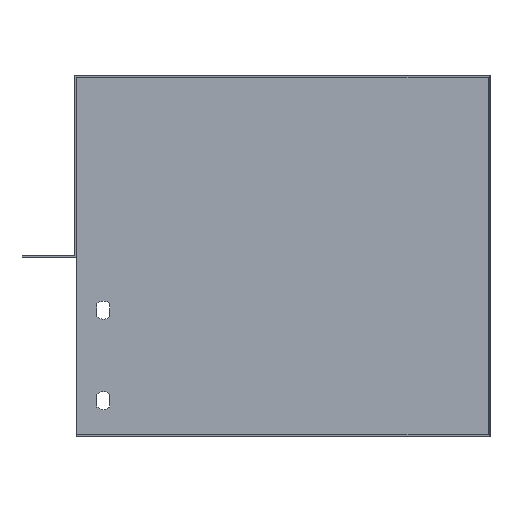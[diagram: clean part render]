
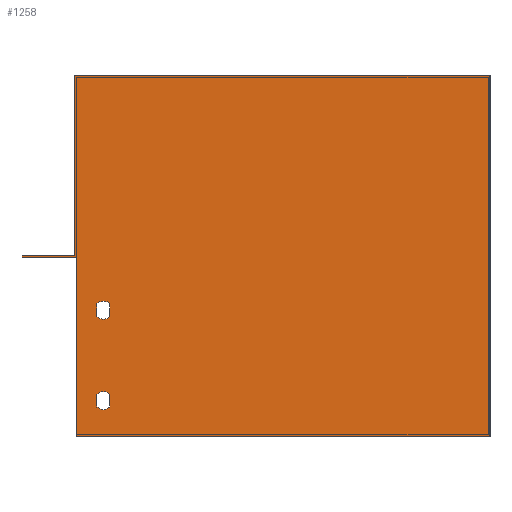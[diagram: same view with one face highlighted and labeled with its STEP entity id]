
A CAD part, left-side view. The second image highlights one B-rep face of the part: STEP entity #1258.
In plain terms, the highlighted planar face has unit normal (-1, 0, 0).
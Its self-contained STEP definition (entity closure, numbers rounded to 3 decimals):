
#156 = AXIS2_PLACEMENT_3D ( 'NONE', #1045, #1044, #1043 ) ;
#164 = AXIS2_PLACEMENT_3D ( 'NONE', #1040, #1039, #1038 ) ;
#188 = PLANE ( 'NONE',  #2000 ) ;
#200 = CARTESIAN_POINT ( 'NONE',  ( 0., 217.5, -125.429 ) ) ;
#202 = CARTESIAN_POINT ( 'NONE',  ( 0., 229., 1. ) ) ;
#216 = DIRECTION ( 'NONE',  ( 1., 0., 0. ) ) ;
#219 = CARTESIAN_POINT ( 'NONE',  ( 0., 210.5, -175.429 ) ) ;
#242 = DIRECTION ( 'NONE',  ( 0., -1., 0. ) ) ;
#248 = CARTESIAN_POINT ( 'NONE',  ( 0., 229., -199. ) ) ;
#255 = DIRECTION ( 'NONE',  ( 0., 0., -1. ) ) ;
#259 = DIRECTION ( 'NONE',  ( 1., 0., 0. ) ) ;
#260 = CARTESIAN_POINT ( 'NONE',  ( 0., 214., -129. ) ) ;
#278 = DIRECTION ( 'NONE',  ( 0., 0., 1. ) ) ;
#290 = DIRECTION ( 'NONE',  ( 0., 0., -1. ) ) ;
#293 = DIRECTION ( 'NONE',  ( 1., 0., 0. ) ) ;
#294 = CARTESIAN_POINT ( 'NONE',  ( 0., 214., -129. ) ) ;
#297 = DIRECTION ( 'NONE',  ( 0., 1., 0. ) ) ;
#301 = CARTESIAN_POINT ( 'NONE',  ( 0., 229., -100. ) ) ;
#303 = DIRECTION ( 'NONE',  ( 0., 1., 0. ) ) ;
#461 = LINE ( 'NONE', #1056, #466 ) ;
#466 = VECTOR ( 'NONE', #1057, 1000. ) ;
#469 = LINE ( 'NONE', #1055, #475 ) ;
#471 = LINE ( 'NONE', #1060, #473 ) ;
#472 = LINE ( 'NONE', #1061, #477 ) ;
#473 = VECTOR ( 'NONE', #1054, 1000. ) ;
#474 = LINE ( 'NONE', #1053, #479 ) ;
#475 = VECTOR ( 'NONE', #1052, 1000. ) ;
#476 = LINE ( 'NONE', #1051, #481 ) ;
#477 = VECTOR ( 'NONE', #1050, 1000. ) ;
#478 = CIRCLE ( 'NONE', #156, 5. ) ;
#479 = VECTOR ( 'NONE', #1049, 1000. ) ;
#481 = VECTOR ( 'NONE', #1047, 1000. ) ;
#482 = LINE ( 'NONE', #1046, #484 ) ;
#483 = CIRCLE ( 'NONE', #164, 5. ) ;
#484 = VECTOR ( 'NONE', #1048, 1000. ) ;
#706 = CARTESIAN_POINT ( 'NONE',  ( 0., 230., -99. ) ) ;
#737 = CARTESIAN_POINT ( 'NONE',  ( 0., 210.5, -132.571 ) ) ;
#747 = CARTESIAN_POINT ( 'NONE',  ( 0., 217.5, -132.571 ) ) ;
#754 = CARTESIAN_POINT ( 'NONE',  ( 0., 0., -199. ) ) ;
#787 = DIRECTION ( 'NONE',  ( 0., 0., -1. ) ) ;
#791 = CARTESIAN_POINT ( 'NONE',  ( 0., 229., 1. ) ) ;
#808 = EDGE_CURVE ( 'NONE', #1582, #1544, #461, .T. ) ;
#809 = EDGE_CURVE ( 'NONE', #1598, #1582, #471, .T. ) ;
#810 = EDGE_CURVE ( 'NONE', #1541, #1598, #469, .T. ) ;
#812 = EDGE_CURVE ( 'NONE', #1541, #1594, #472, .T. ) ;
#813 = EDGE_CURVE ( 'NONE', #1581, #1594, #474, .T. ) ;
#814 = EDGE_CURVE ( 'NONE', #1514, #1606, #476, .T. ) ;
#815 = EDGE_CURVE ( 'NONE', #1606, #1799, #478, .T. ) ;
#816 = EDGE_CURVE ( 'NONE', #1799, #1800, #482, .T. ) ;
#817 = EDGE_CURVE ( 'NONE', #1800, #1514, #483, .T. ) ;
#958 = EDGE_CURVE ( 'NONE', #1599, #1580, #1351, .T. ) ;
#974 = EDGE_CURVE ( 'NONE', #1798, #1553, #1380, .T. ) ;
#975 = EDGE_CURVE ( 'NONE', #1553, #1562, #1361, .T. ) ;
#976 = EDGE_CURVE ( 'NONE', #1562, #1527, #1384, .T. ) ;
#977 = EDGE_CURVE ( 'NONE', #1527, #1798, #1385, .T. ) ;
#978 = EDGE_CURVE ( 'NONE', #1599, #1581, #1387, .T. ) ;
#979 = EDGE_CURVE ( 'NONE', #1580, #1544, #1388, .T. ) ;
#1038 = DIRECTION ( 'NONE',  ( 0., 0., -1. ) ) ;
#1039 = DIRECTION ( 'NONE',  ( 1., 0., 0. ) ) ;
#1040 = CARTESIAN_POINT ( 'NONE',  ( 0., 214., -179. ) ) ;
#1043 = DIRECTION ( 'NONE',  ( 0., 0., -1. ) ) ;
#1044 = DIRECTION ( 'NONE',  ( 1., 0., 0. ) ) ;
#1045 = CARTESIAN_POINT ( 'NONE',  ( 0., 214., -179. ) ) ;
#1046 = CARTESIAN_POINT ( 'NONE',  ( 0., 217.5, -175.429 ) ) ;
#1047 = DIRECTION ( 'NONE',  ( 0., 0., -1. ) ) ;
#1048 = DIRECTION ( 'NONE',  ( 0., 0., 1. ) ) ;
#1049 = DIRECTION ( 'NONE',  ( 0., 0., 1. ) ) ;
#1050 = DIRECTION ( 'NONE',  ( 0., 1., 0. ) ) ;
#1051 = CARTESIAN_POINT ( 'NONE',  ( 0., 210.5, -175.429 ) ) ;
#1052 = DIRECTION ( 'NONE',  ( 0., 0., 1. ) ) ;
#1053 = CARTESIAN_POINT ( 'NONE',  ( 0., 259., -100. ) ) ;
#1054 = DIRECTION ( 'NONE',  ( 0., -1., 0. ) ) ;
#1055 = CARTESIAN_POINT ( 'NONE',  ( 0., 230., 1. ) ) ;
#1056 = CARTESIAN_POINT ( 'NONE',  ( 0., 0., 1. ) ) ;
#1057 = DIRECTION ( 'NONE',  ( 0., 0., -1. ) ) ;
#1060 = CARTESIAN_POINT ( 'NONE',  ( 0., 229., 1. ) ) ;
#1061 = CARTESIAN_POINT ( 'NONE',  ( 0., 229., -99. ) ) ;
#1175 = CARTESIAN_POINT ( 'NONE',  ( 0., 210.5, -125.429 ) ) ;
#1180 = CARTESIAN_POINT ( 'NONE',  ( 0., 259., -99. ) ) ;
#1189 = CARTESIAN_POINT ( 'NONE',  ( 0., 230., 1. ) ) ;
#1196 = CARTESIAN_POINT ( 'NONE',  ( 0., 210.5, -182.571 ) ) ;
#1200 = CARTESIAN_POINT ( 'NONE',  ( 0., 229., -100. ) ) ;
#1210 = CARTESIAN_POINT ( 'NONE',  ( 0., 0., 1. ) ) ;
#1218 = CARTESIAN_POINT ( 'NONE',  ( 0., 229., -199. ) ) ;
#1219 = CARTESIAN_POINT ( 'NONE',  ( 0., 259., -100. ) ) ;
#1220 = CARTESIAN_POINT ( 'NONE',  ( 0., 210.5, -125.429 ) ) ;
#1221 = CARTESIAN_POINT ( 'NONE',  ( 0., 217.5, -175.429 ) ) ;
#1222 = CARTESIAN_POINT ( 'NONE',  ( 0., 217.5, -182.571 ) ) ;
#1258 = ADVANCED_FACE ( 'NONE', ( #1394, #1398, #1393 ), #188, .F. ) ;
#1281 = DIRECTION ( 'NONE',  ( 0., 0., -1. ) ) ;
#1341 = CARTESIAN_POINT ( 'NONE',  ( 0., 217.5, -125.429 ) ) ;
#1351 = LINE ( 'NONE', #791, #1354 ) ;
#1354 = VECTOR ( 'NONE', #787, 1000. ) ;
#1361 = CIRCLE ( 'NONE', #1992, 5. ) ;
#1380 = LINE ( 'NONE', #1175, #1383 ) ;
#1383 = VECTOR ( 'NONE', #1281, 1000. ) ;
#1384 = LINE ( 'NONE', #1341, #1386 ) ;
#1385 = CIRCLE ( 'NONE', #1989, 5. ) ;
#1386 = VECTOR ( 'NONE', #278, 1000. ) ;
#1387 = LINE ( 'NONE', #301, #1389 ) ;
#1388 = LINE ( 'NONE', #248, #1391 ) ;
#1389 = VECTOR ( 'NONE', #297, 1000. ) ;
#1391 = VECTOR ( 'NONE', #242, 1000. ) ;
#1393 = FACE_BOUND ( 'NONE', #1620, .T. ) ;
#1394 = FACE_BOUND ( 'NONE', #1622, .T. ) ;
#1398 = FACE_OUTER_BOUND ( 'NONE', #1623, .T. ) ;
#1514 = VERTEX_POINT ( 'NONE', #219 ) ;
#1527 = VERTEX_POINT ( 'NONE', #200 ) ;
#1541 = VERTEX_POINT ( 'NONE', #706 ) ;
#1544 = VERTEX_POINT ( 'NONE', #754 ) ;
#1553 = VERTEX_POINT ( 'NONE', #737 ) ;
#1562 = VERTEX_POINT ( 'NONE', #747 ) ;
#1580 = VERTEX_POINT ( 'NONE', #1218 ) ;
#1581 = VERTEX_POINT ( 'NONE', #1219 ) ;
#1582 = VERTEX_POINT ( 'NONE', #1210 ) ;
#1594 = VERTEX_POINT ( 'NONE', #1180 ) ;
#1598 = VERTEX_POINT ( 'NONE', #1189 ) ;
#1599 = VERTEX_POINT ( 'NONE', #1200 ) ;
#1606 = VERTEX_POINT ( 'NONE', #1196 ) ;
#1620 = EDGE_LOOP ( 'NONE', ( #1708, #1702, #1706, #1694 ) ) ;
#1622 = EDGE_LOOP ( 'NONE', ( #1711, #1710, #1716, #1696 ) ) ;
#1623 = EDGE_LOOP ( 'NONE', ( #1709, #1695, #1703, #1714, #1704, #1713, #1712, #1707 ) ) ;
#1694 = ORIENTED_EDGE ( 'NONE', *, *, #817, .T. ) ;
#1695 = ORIENTED_EDGE ( 'NONE', *, *, #958, .T. ) ;
#1696 = ORIENTED_EDGE ( 'NONE', *, *, #977, .T. ) ;
#1702 = ORIENTED_EDGE ( 'NONE', *, *, #815, .T. ) ;
#1703 = ORIENTED_EDGE ( 'NONE', *, *, #979, .T. ) ;
#1704 = ORIENTED_EDGE ( 'NONE', *, *, #809, .F. ) ;
#1706 = ORIENTED_EDGE ( 'NONE', *, *, #816, .T. ) ;
#1707 = ORIENTED_EDGE ( 'NONE', *, *, #813, .F. ) ;
#1708 = ORIENTED_EDGE ( 'NONE', *, *, #814, .T. ) ;
#1709 = ORIENTED_EDGE ( 'NONE', *, *, #978, .F. ) ;
#1710 = ORIENTED_EDGE ( 'NONE', *, *, #975, .T. ) ;
#1711 = ORIENTED_EDGE ( 'NONE', *, *, #974, .T. ) ;
#1712 = ORIENTED_EDGE ( 'NONE', *, *, #812, .T. ) ;
#1713 = ORIENTED_EDGE ( 'NONE', *, *, #810, .F. ) ;
#1714 = ORIENTED_EDGE ( 'NONE', *, *, #808, .F. ) ;
#1716 = ORIENTED_EDGE ( 'NONE', *, *, #976, .T. ) ;
#1798 = VERTEX_POINT ( 'NONE', #1220 ) ;
#1799 = VERTEX_POINT ( 'NONE', #1222 ) ;
#1800 = VERTEX_POINT ( 'NONE', #1221 ) ;
#1989 = AXIS2_PLACEMENT_3D ( 'NONE', #260, #259, #255 ) ;
#1992 = AXIS2_PLACEMENT_3D ( 'NONE', #294, #293, #290 ) ;
#2000 = AXIS2_PLACEMENT_3D ( 'NONE', #202, #216, #303 ) ;
